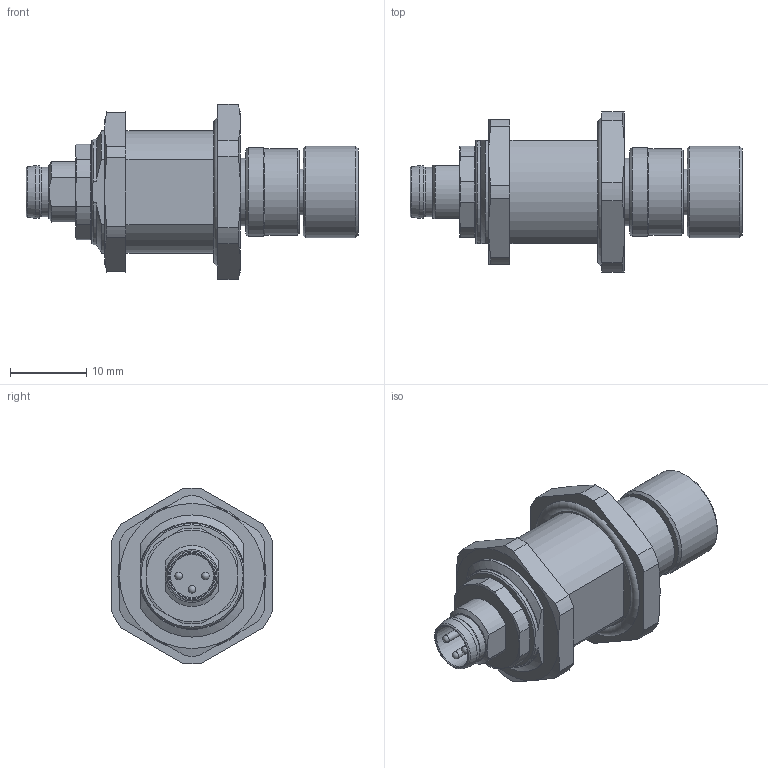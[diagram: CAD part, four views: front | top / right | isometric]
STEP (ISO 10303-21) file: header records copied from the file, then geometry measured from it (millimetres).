
FILE_DESCRIPTION(/* description */ (''),/* implementation_level */ '2;1');
FILE_NAME(/* name */ '09_5250_00_03_001_01.stp',/* time_stamp */ '2013-05-06T11:35:52+02:00',/* author */ (''),/* organization */ (''),/* preprocessor_version */ 'ST-DEVELOPER v14',/* originating_system */ 'SIEMENS PLM Software NX 8.0',/* authorisation */ '');
FILE_SCHEMA (('AUTOMOTIVE_DESIGN { 1 0 10303 214 3 1 1 1 }'));
Length unit declared in the file: millimetre
Products named in the file (1): kbor05B45402dbeu
Bounding box: 43.5 x 21 x 22.99 mm (x, y, z)
Volume: 6411.4 mm3; surface area: 3541.6 mm2
Topology: 1 solids, 1 shells, 180 faces, 430 edges, 272 vertices
Faces by surface type: plane 67, cone 45, cylinder 43, extrusion 12, bspline 6, torus 4, sphere 3
Full cylindrical faces by diameter (mm): 1 x3, 1.1 x3, 5.65 x1, 5.8 x1, 6 x1, 6.5 x1, 6.9 x1, 6.917 x1, 8.1 x1, 8.8 x1, 11.3 x1, 11.6 x1, 12 x1
Entity records: 5361 total; most frequent: CARTESIAN_POINT 1553, DIRECTION 759, ORIENTED_EDGE 726, EDGE_CURVE 363, AXIS2_PLACEMENT_3D 325, VERTEX_POINT 255, EDGE_LOOP 247, ADVANCED_FACE 180
